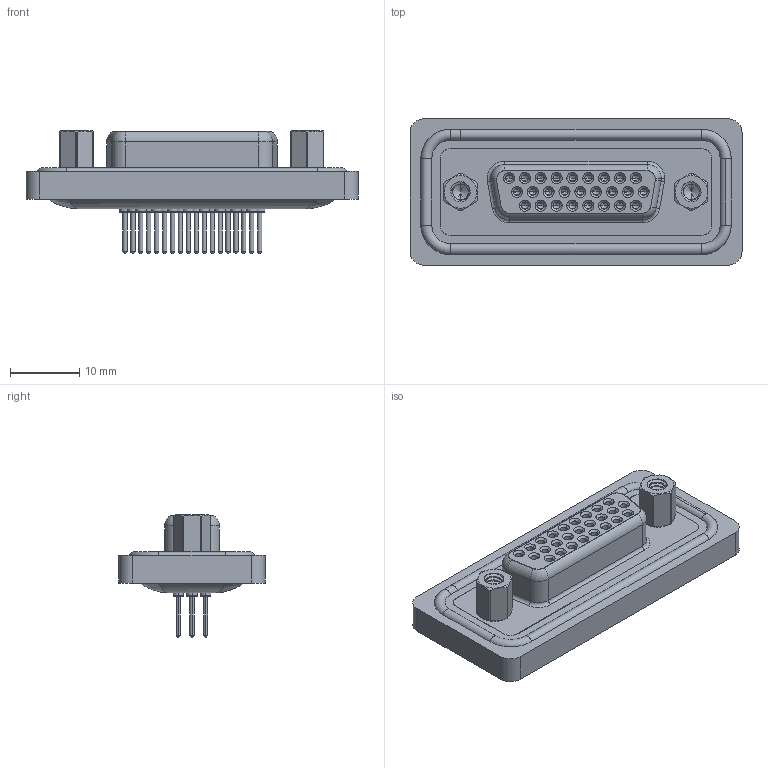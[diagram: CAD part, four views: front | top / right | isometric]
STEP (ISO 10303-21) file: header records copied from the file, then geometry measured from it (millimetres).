
FILE_DESCRIPTION (( 'STEP AP203' ), '1' );
FILE_NAME ('638-W26-221-012.STEP', '2018-11-28T17:25:56', ( '' ), ( '' ), 'SwSTEP 2.0', 'SolidWorks 2016', '' );
FILE_SCHEMA (( 'CONFIG_CONTROL_DESIGN' ));
Length unit declared in the file: millimetre
Products named in the file (9): 638W Contact Row 3_21; 638W 4-40 Threaded Rivet; 638W 4-40 Hex Standoff; 638-W26-221-012; 638W Housing_26 Contacts; 638W Shell_26 Contacts; 638W Waterproof Housing_26 Contacts; 638W Contact Row 1_21; 638W Contact Row 2_21
Assembly tree (33 placements, depth 2):
  638-W26-221-012
    638W Housing_26 Contacts
    638W Shell_26 Contacts
    638W Waterproof Housing_26 Contacts
    638W Contact Row 1_21  x9
    638W Contact Row 2_21  x9
    638W Contact Row 3_21  x8
    638W 4-40 Threaded Rivet  x2
    638W 4-40 Hex Standoff  x2
Bounding box: 47.89 x 21.1 x 17.65 mm (x, y, z)
Volume: 5394.3 mm3; surface area: 10971.8 mm2
Topology: 34 solids, 34 shells, 1903 faces, 4506 edges, 2786 vertices
Faces by surface type: cylinder 762, plane 491, torus 414, cone 214, bspline 22
Entity records: 30740 total; most frequent: CARTESIAN_POINT 8941, DIRECTION 4576, ORIENTED_EDGE 3970, EDGE_CURVE 1985, AXIS2_PLACEMENT_3D 1924, VERTEX_POINT 1264, CIRCLE 1060, EDGE_LOOP 1057
